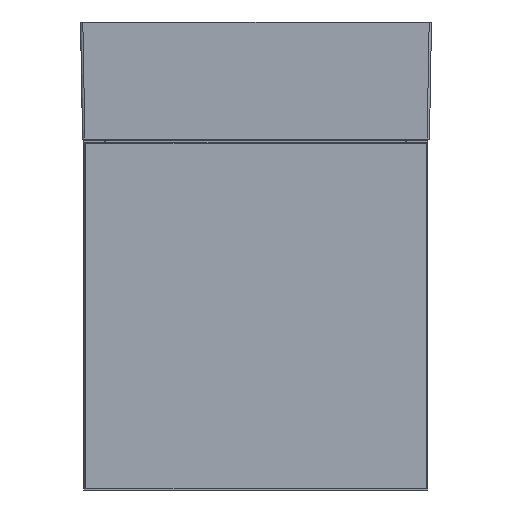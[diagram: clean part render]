
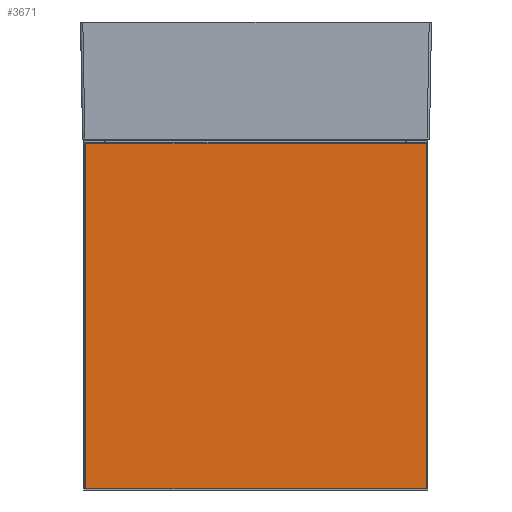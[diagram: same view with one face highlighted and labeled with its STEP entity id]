
A CAD part, front view. The second image highlights one B-rep face of the part: STEP entity #3671.
In plain terms, the highlighted planar face has unit normal (0, -1, 0).
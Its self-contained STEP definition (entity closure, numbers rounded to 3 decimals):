
#480=FACE_OUTER_BOUND('',#723,.T.);
#723=EDGE_LOOP('',(#2955,#2956,#2957,#2958));
#928=LINE('',#22769,#1270);
#932=LINE('',#22776,#1274);
#935=LINE('',#22782,#1277);
#937=LINE('',#22785,#1279);
#1270=VECTOR('',#4599,1.);
#1274=VECTOR('',#4605,1.);
#1277=VECTOR('',#4610,1.);
#1279=VECTOR('',#4614,1.);
#1679=VERTEX_POINT('',#22766);
#1680=VERTEX_POINT('',#22768);
#1682=VERTEX_POINT('',#22774);
#1684=VERTEX_POINT('',#22780);
#2121=EDGE_CURVE('',#1680,#1679,#928,.T.);
#2125=EDGE_CURVE('',#1679,#1682,#932,.T.);
#2128=EDGE_CURVE('',#1682,#1684,#935,.T.);
#2130=EDGE_CURVE('',#1684,#1680,#937,.T.);
#2955=ORIENTED_EDGE('',*,*,#2121,.T.);
#2956=ORIENTED_EDGE('',*,*,#2125,.T.);
#2957=ORIENTED_EDGE('',*,*,#2128,.T.);
#2958=ORIENTED_EDGE('',*,*,#2130,.T.);
#3442=PLANE('',#4028);
#3671=ADVANCED_FACE('',(#480),#3442,.T.);
#4028=AXIS2_PLACEMENT_3D('',#22787,#4617,#4618);
#4599=DIRECTION('',(1.,0.,0.));
#4605=DIRECTION('',(0.,0.,1.));
#4610=DIRECTION('',(-1.,0.,0.));
#4614=DIRECTION('',(0.,0.,-1.));
#4617=DIRECTION('center_axis',(0.,-1.,0.));
#4618=DIRECTION('ref_axis',(0.,0.,-1.));
#22766=CARTESIAN_POINT('',(293.,-294.,1.));
#22768=CARTESIAN_POINT('',(2.,-294.,1.));
#22769=CARTESIAN_POINT('',(220.25,-294.,1.));
#22774=CARTESIAN_POINT('',(293.,-294.,296.));
#22776=CARTESIAN_POINT('',(293.,-294.,222.25));
#22780=CARTESIAN_POINT('',(2.,-294.,296.));
#22782=CARTESIAN_POINT('',(74.75,-294.,296.));
#22785=CARTESIAN_POINT('',(2.,-294.,74.75));
#22787=CARTESIAN_POINT('Origin',(147.5,-294.,148.5));
